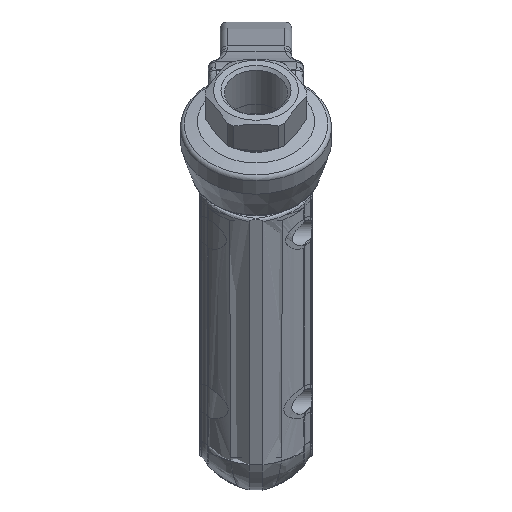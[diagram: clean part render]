
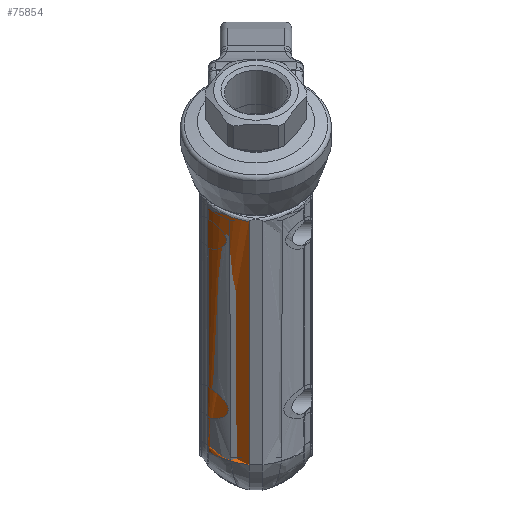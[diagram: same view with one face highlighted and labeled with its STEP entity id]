
A CAD part, top view. The second image highlights one B-rep face of the part: STEP entity #75854.
In plain terms, the highlighted free-form (B-spline) face has degree [3, 3] with [4, 6] control points.
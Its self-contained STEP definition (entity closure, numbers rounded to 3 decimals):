
#49=ELLIPSE('',#79172,18.5,14.545);
#323=(
BOUNDED_SURFACE()
B_SPLINE_SURFACE(3,3,((#125148,#125149,#125150,#125151,#125152,#125153),
(#125154,#125155,#125156,#125157,#125158,#125159),(#125160,#125161,#125162,
#125163,#125164,#125165),(#125166,#125167,#125168,#125169,#125170,#125171)),
 .SURF_OF_LINEAR_EXTRUSION.,.F.,.F.,.F.)
B_SPLINE_SURFACE_WITH_KNOTS((4,4),(4,2,4),(0.048,0.873),
(-0.002,0.,0.816),.UNSPECIFIED.)
GEOMETRIC_REPRESENTATION_ITEM()
RATIONAL_B_SPLINE_SURFACE(((0.99,0.99,0.99,
0.99,0.99,0.99),(0.933,
0.933,0.933,0.933,0.933,
0.933),(0.928,0.928,0.928,0.928,
0.928,0.928),(0.975,0.975,0.975,
0.975,0.975,0.975)))
REPRESENTATION_ITEM('')
SURFACE()
);
#3565=LINE('',#125172,#6812);
#6812=VECTOR('',#86613,1000.);
#17942=ORIENTED_EDGE('',*,*,#29841,.T.);
#17943=ORIENTED_EDGE('',*,*,#29842,.T.);
#17944=ORIENTED_EDGE('',*,*,#29835,.F.);
#17945=ORIENTED_EDGE('',*,*,#29416,.T.);
#17946=ORIENTED_EDGE('',*,*,#29424,.T.);
#17947=ORIENTED_EDGE('',*,*,#29843,.F.);
#29416=EDGE_CURVE('',#36191,#36190,#41056,.T.);
#29424=EDGE_CURVE('',#36190,#36196,#41060,.T.);
#29835=EDGE_CURVE('',#36191,#36455,#49,.F.);
#29841=EDGE_CURVE('',#36458,#36459,#3565,.T.);
#29842=EDGE_CURVE('',#36459,#36455,#41243,.T.);
#29843=EDGE_CURVE('',#36458,#36196,#41244,.T.);
#36190=VERTEX_POINT('',#122666);
#36191=VERTEX_POINT('',#122671);
#36196=VERTEX_POINT('',#122700);
#36455=VERTEX_POINT('',#125113);
#36458=VERTEX_POINT('',#125173);
#36459=VERTEX_POINT('',#125174);
#41056=B_SPLINE_CURVE_WITH_KNOTS('',3,(#122667,#122668,#122669,#122670),
 .UNSPECIFIED.,.F.,.F.,(4,4),(0.,0.079),.UNSPECIFIED.);
#41060=B_SPLINE_CURVE_WITH_KNOTS('',3,(#122696,#122697,#122698,#122699),
 .UNSPECIFIED.,.F.,.F.,(4,4),(0.,0.002),
 .UNSPECIFIED.);
#41243=B_SPLINE_CURVE_WITH_KNOTS('',3,(#125175,#125176,#125177,#125178),
 .UNSPECIFIED.,.F.,.F.,(4,4),(0.,1.),.UNSPECIFIED.);
#41244=B_SPLINE_CURVE_WITH_KNOTS('',3,(#125179,#125180,#125181,#125182,
#125183),.UNSPECIFIED.,.F.,.F.,(4,1,4),(0.002,0.009,
0.016),.UNSPECIFIED.);
#44532=EDGE_LOOP('',(#17942,#17943,#17944,#17945,#17946,#17947));
#48216=FACE_BOUND('',#44532,.T.);
#75854=ADVANCED_FACE('',(#48216),#323,.T.);
#79172=AXIS2_PLACEMENT_3D('',#125112,#86607,#86608);
#86607=DIRECTION('',(0.,-0.884,-0.468));
#86608=DIRECTION('',(-0.812,0.273,-0.516));
#86613=DIRECTION('',(0.,0.884,0.468));
#122666=CARTESIAN_POINT('',(-14.298,-28.212,11.425));
#122667=CARTESIAN_POINT('',(-14.199,41.634,48.529));
#122668=CARTESIAN_POINT('',(-14.227,18.349,36.167));
#122669=CARTESIAN_POINT('',(-14.259,-4.933,23.799));
#122670=CARTESIAN_POINT('',(-14.298,-28.212,11.425));
#122671=CARTESIAN_POINT('',(-14.199,41.634,48.529));
#122696=CARTESIAN_POINT('',(-14.298,-28.212,11.425));
#122697=CARTESIAN_POINT('',(-14.299,-28.8,11.112));
#122698=CARTESIAN_POINT('',(-14.257,-29.406,10.845));
#122699=CARTESIAN_POINT('',(-14.205,-30.017,10.588));
#122700=CARTESIAN_POINT('',(-14.205,-30.017,10.588));
#125112=CARTESIAN_POINT('',(-1.886,45.546,41.14));
#125113=CARTESIAN_POINT('',(-8.507,39.452,52.65));
#125148=CARTESIAN_POINT('',(-14.353,-30.591,10.093));
#125149=CARTESIAN_POINT('',(-14.353,-30.532,10.124));
#125150=CARTESIAN_POINT('',(-14.353,-30.473,10.155));
#125151=CARTESIAN_POINT('',(-14.353,-6.371,22.916));
#125152=CARTESIAN_POINT('',(-14.353,17.673,35.645));
#125153=CARTESIAN_POINT('',(-14.353,41.716,48.374));
#125154=CARTESIAN_POINT('',(-11.103,-32.345,13.406));
#125155=CARTESIAN_POINT('',(-11.103,-32.286,13.437));
#125156=CARTESIAN_POINT('',(-11.103,-32.227,13.468));
#125157=CARTESIAN_POINT('',(-11.103,-8.125,26.229));
#125158=CARTESIAN_POINT('',(-11.103,15.919,38.958));
#125159=CARTESIAN_POINT('',(-11.103,39.962,51.687));
#125160=CARTESIAN_POINT('',(-6.78,-33.562,15.705));
#125161=CARTESIAN_POINT('',(-6.78,-33.503,15.736));
#125162=CARTESIAN_POINT('',(-6.78,-33.444,15.767));
#125163=CARTESIAN_POINT('',(-6.78,-9.342,28.528));
#125164=CARTESIAN_POINT('',(-6.78,14.701,41.257));
#125165=CARTESIAN_POINT('',(-6.78,38.745,53.986));
#125166=CARTESIAN_POINT('',(-2.053,-34.042,16.611));
#125167=CARTESIAN_POINT('',(-2.053,-33.983,16.642));
#125168=CARTESIAN_POINT('',(-2.053,-33.924,16.674));
#125169=CARTESIAN_POINT('',(-2.053,-9.822,29.434));
#125170=CARTESIAN_POINT('',(-2.053,14.222,42.163));
#125171=CARTESIAN_POINT('',(-2.053,38.265,54.893));
#125172=CARTESIAN_POINT('',(-2.053,2.112,35.752));
#125173=CARTESIAN_POINT('',(-2.053,-33.865,16.705));
#125174=CARTESIAN_POINT('',(-2.053,37.606,54.544));
#125175=CARTESIAN_POINT('',(-2.053,37.606,54.544));
#125176=CARTESIAN_POINT('',(-4.347,37.968,54.172));
#125177=CARTESIAN_POINT('',(-6.521,38.608,53.515));
#125178=CARTESIAN_POINT('',(-8.507,39.452,52.65));
#125179=CARTESIAN_POINT('',(-2.053,-33.865,16.705));
#125180=CARTESIAN_POINT('',(-4.386,-33.599,16.273));
#125181=CARTESIAN_POINT('',(-8.883,-32.635,14.714));
#125182=CARTESIAN_POINT('',(-12.613,-30.996,12.105));
#125183=CARTESIAN_POINT('',(-14.205,-30.017,10.588));
